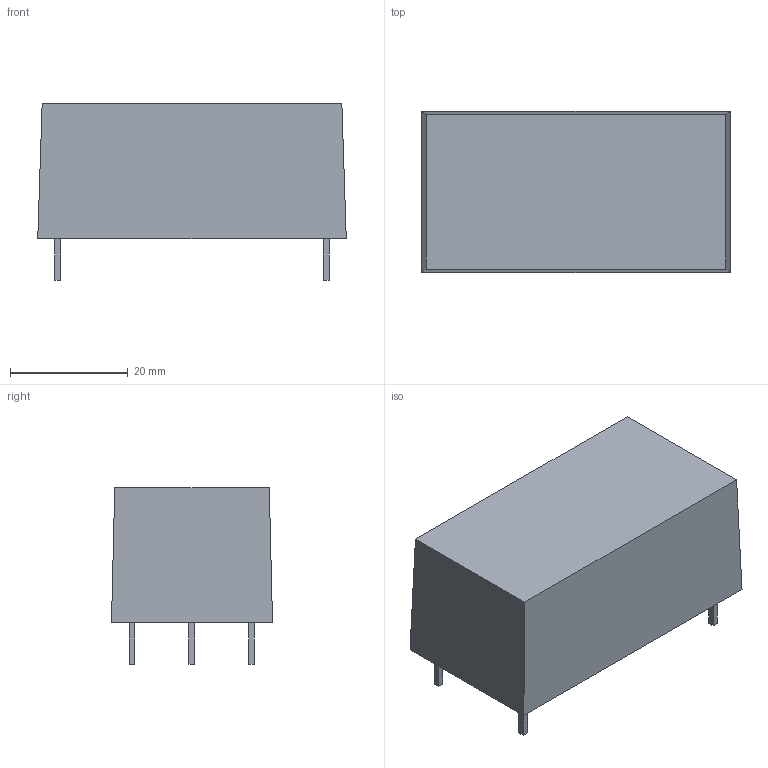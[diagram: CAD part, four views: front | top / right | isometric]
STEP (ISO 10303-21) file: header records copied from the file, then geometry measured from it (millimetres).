
FILE_DESCRIPTION(('FreeCAD Model'),'2;1');
FILE_NAME('RAC20-DK.step','2019-01-19T18:26:45',('kicad StepUp'),( 'ksu MCAD'),'Open CASCADE STEP processor 7.2','FreeCAD','Unknown');
FILE_SCHEMA(('AUTOMOTIVE_DESIGN { 1 0 10303 214 1 1 1 1 }'));
Length unit declared in the file: millimetre
Products named in the file (1): RAC20-DK
Bounding box: 52.5 x 27.4 x 30.08 mm (x, y, z)
Volume: 31996.8 mm3; surface area: 6538.3 mm2
Topology: 1 solids, 1 shells, 31 faces, 72 edges, 48 vertices
Faces by surface type: plane 27, bspline 4
Entity records: 1092 total; most frequent: CARTESIAN_POINT 168, ORIENTED_EDGE 144, DIRECTION 124, EDGE_CURVE 72, LINE 68, VECTOR 68, VERTEX_POINT 48, FACE_BOUND 36
